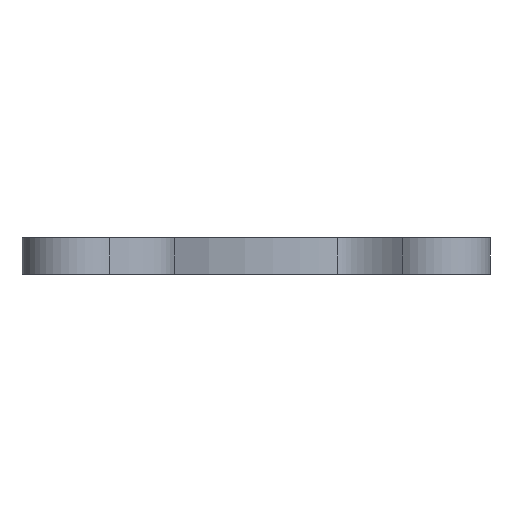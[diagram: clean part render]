
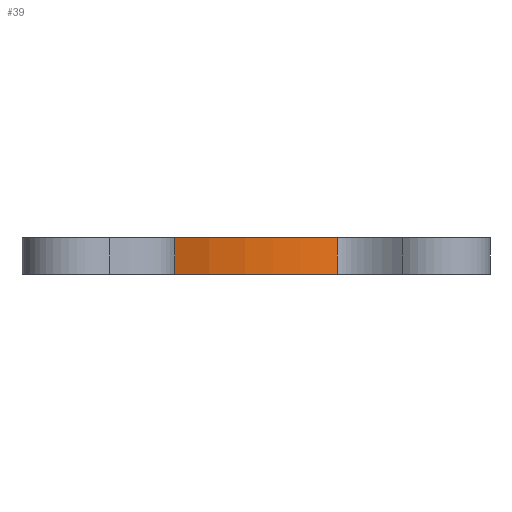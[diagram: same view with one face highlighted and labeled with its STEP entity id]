
A CAD part, left-side view. The second image highlights one B-rep face of the part: STEP entity #39.
In plain terms, the highlighted free-form (B-spline) face has degree [2, 1] with [5, 2] control points.
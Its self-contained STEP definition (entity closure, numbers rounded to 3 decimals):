
#39=ADVANCED_FACE('',(#71),#571,.T.);
#71=FACE_OUTER_BOUND('',#103,.T.);
#103=EDGE_LOOP('',(#152,#153,#154,#155));
#152=ORIENTED_EDGE('',*,*,#332,.T.);
#153=ORIENTED_EDGE('',*,*,#333,.T.);
#154=ORIENTED_EDGE('',*,*,#334,.F.);
#155=ORIENTED_EDGE('',*,*,#329,.F.);
#329=EDGE_CURVE('',#509,#510,#419,.T.);
#332=EDGE_CURVE('',#509,#512,#422,.T.);
#333=EDGE_CURVE('',#512,#513,#423,.T.);
#334=EDGE_CURVE('',#510,#513,#424,.T.);
#419=(
BOUNDED_CURVE()
B_SPLINE_CURVE(1,(#997,#998),.UNSPECIFIED.,.F.,.F.)
B_SPLINE_CURVE_WITH_KNOTS((2,2),(0.,2.6),.UNSPECIFIED.)
CURVE()
GEOMETRIC_REPRESENTATION_ITEM()
RATIONAL_B_SPLINE_CURVE((1.,1.))
REPRESENTATION_ITEM('')
);
#422=(
BOUNDED_CURVE()
B_SPLINE_CURVE(2,(#1006,#1007,#1008,#1009,#1010),.UNSPECIFIED.,.F.,.F.)
B_SPLINE_CURVE_WITH_KNOTS((3,2,3),(-118.166,-112.165,
-106.171),.UNSPECIFIED.)
CURVE()
GEOMETRIC_REPRESENTATION_ITEM()
RATIONAL_B_SPLINE_CURVE((1.,0.982,1.003,0.982,
1.))
REPRESENTATION_ITEM('')
);
#423=(
BOUNDED_CURVE()
B_SPLINE_CURVE(1,(#1011,#1012),.UNSPECIFIED.,.F.,.F.)
B_SPLINE_CURVE_WITH_KNOTS((2,2),(0.,2.6),.UNSPECIFIED.)
CURVE()
GEOMETRIC_REPRESENTATION_ITEM()
RATIONAL_B_SPLINE_CURVE((1.,1.))
REPRESENTATION_ITEM('')
);
#424=(
BOUNDED_CURVE()
B_SPLINE_CURVE(2,(#1013,#1014,#1015,#1016,#1017),.UNSPECIFIED.,.F.,.F.)
B_SPLINE_CURVE_WITH_KNOTS((3,2,3),(-118.166,-112.165,
-106.171),.UNSPECIFIED.)
CURVE()
GEOMETRIC_REPRESENTATION_ITEM()
RATIONAL_B_SPLINE_CURVE((1.,0.982,1.003,0.982,
1.))
REPRESENTATION_ITEM('')
);
#509=VERTEX_POINT('',#933);
#510=VERTEX_POINT('',#934);
#512=VERTEX_POINT('',#936);
#513=VERTEX_POINT('',#937);
#571=(
BOUNDED_SURFACE()
B_SPLINE_SURFACE(2,1,((#640,#641),(#642,#643),(#644,#645),(#646,#647),(#648,
#649)),.UNSPECIFIED.,.F.,.F.,.F.)
B_SPLINE_SURFACE_WITH_KNOTS((3,2,3),(2,2),(-118.166,-112.165,
-106.171),(0.,2.6),.UNSPECIFIED.)
GEOMETRIC_REPRESENTATION_ITEM()
RATIONAL_B_SPLINE_SURFACE(((1.,1.),(0.982,
0.982),(1.003,1.003),(0.982,
0.982),(1.,1.)))
REPRESENTATION_ITEM('')
SURFACE()
);
#640=CARTESIAN_POINT('',(31.19,-40.726,0.));
#641=CARTESIAN_POINT('',(31.19,-40.726,2.6));
#642=CARTESIAN_POINT('',(30.028,-43.536,0.));
#643=CARTESIAN_POINT('',(30.028,-43.536,2.6));
#644=CARTESIAN_POINT('',(30.028,-46.577,0.));
#645=CARTESIAN_POINT('',(30.028,-46.577,2.6));
#646=CARTESIAN_POINT('',(30.028,-49.614,0.));
#647=CARTESIAN_POINT('',(30.028,-49.614,2.6));
#648=CARTESIAN_POINT('',(31.187,-52.421,0.));
#649=CARTESIAN_POINT('',(31.187,-52.421,2.6));
#933=CARTESIAN_POINT('',(31.19,-40.726,0.));
#934=CARTESIAN_POINT('',(31.19,-40.726,2.6));
#936=CARTESIAN_POINT('',(31.187,-52.421,0.));
#937=CARTESIAN_POINT('',(31.187,-52.421,2.6));
#997=CARTESIAN_POINT('',(31.19,-40.726,0.));
#998=CARTESIAN_POINT('',(31.19,-40.726,2.6));
#1006=CARTESIAN_POINT('',(31.19,-40.726,0.));
#1007=CARTESIAN_POINT('',(30.028,-43.536,0.));
#1008=CARTESIAN_POINT('',(30.028,-46.577,0.));
#1009=CARTESIAN_POINT('',(30.028,-49.614,0.));
#1010=CARTESIAN_POINT('',(31.187,-52.421,0.));
#1011=CARTESIAN_POINT('',(31.187,-52.421,0.));
#1012=CARTESIAN_POINT('',(31.187,-52.421,2.6));
#1013=CARTESIAN_POINT('',(31.19,-40.726,2.6));
#1014=CARTESIAN_POINT('',(30.028,-43.536,2.6));
#1015=CARTESIAN_POINT('',(30.028,-46.577,2.6));
#1016=CARTESIAN_POINT('',(30.028,-49.614,2.6));
#1017=CARTESIAN_POINT('',(31.187,-52.421,2.6));
